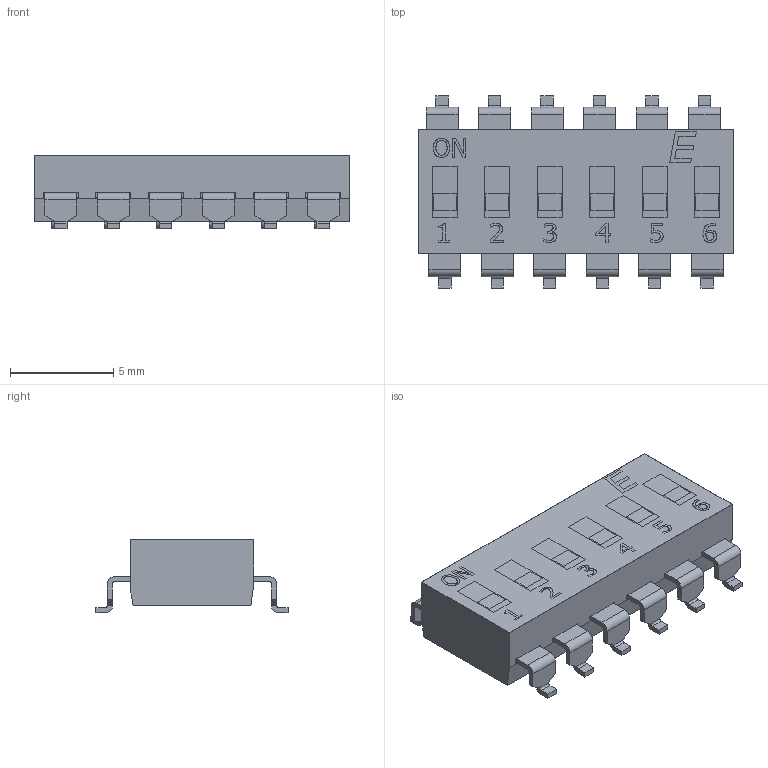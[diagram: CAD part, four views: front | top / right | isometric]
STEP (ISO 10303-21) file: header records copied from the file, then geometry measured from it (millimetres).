
FILE_DESCRIPTION((''),'2;1');
FILE_NAME('KAJ06TGGR.stp','2012-01-26T08:01:58',('blarson'),(''),'Autodesk Inventor 11','Autodesk Inventor 11','');
FILE_SCHEMA(('AUTOMOTIVE_DESIGN { 1 0 10303 214 1 1 1 1 }'));
Length unit declared in the file: millimetre
Products named in the file (4): Assembly1; KAJ 6 BODY; KAJ TERM G; KAJ 6 TAPE
Assembly tree (14 placements, depth 2):
  Assembly1
    KAJ 6 BODY
    KAJ TERM G  x12
    KAJ 6 TAPE
Bounding box: 15.24 x 9.3 x 3.56 mm (x, y, z)
Volume: 303.5 mm3; surface area: 674.6 mm2
Topology: 14 solids, 14 shells, 538 faces, 1380 edges, 900 vertices
Faces by surface type: plane 383, bspline 107, cylinder 48
Entity records: 11217 total; most frequent: CARTESIAN_POINT 3227, ORIENTED_EDGE 1792, DIRECTION 1252, EDGE_CURVE 896, VECTOR 734, LINE 734, VERTEX_POINT 592, EDGE_LOOP 370
